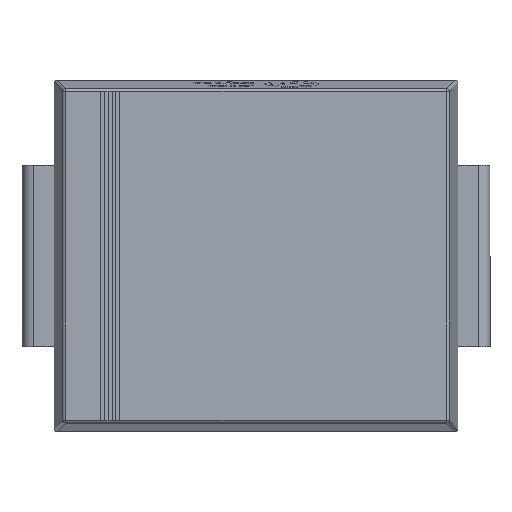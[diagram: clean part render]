
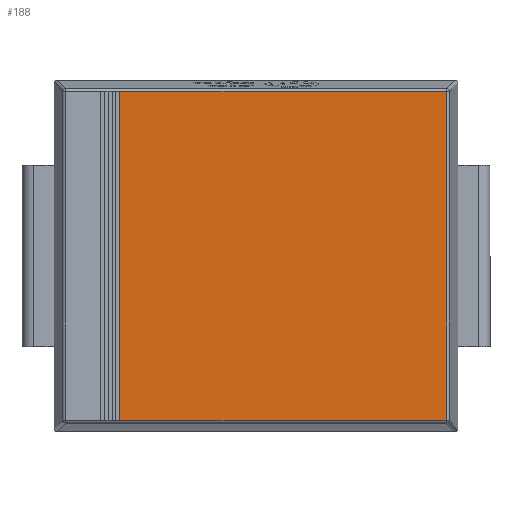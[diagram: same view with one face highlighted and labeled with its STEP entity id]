
A CAD part, top view. The second image highlights one B-rep face of the part: STEP entity #188.
In plain terms, the highlighted planar face has unit normal (0, 0, 1).
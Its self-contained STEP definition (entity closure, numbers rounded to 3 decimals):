
#188 = ADVANCED_FACE ( 'NONE', ( #8002 ), #2997, .F. ) ;
#684 = ORIENTED_EDGE ( 'NONE', *, *, #12524, .T. ) ;
#1203 = EDGE_CURVE ( 'NONE', #7406, #10000, #11118, .T. ) ;
#1501 = EDGE_CURVE ( 'NONE', #5265, #12913, #8768, .T. ) ;
#1634 = CARTESIAN_POINT ( 'NONE',  ( 0., 0., 2. ) ) ;
#2097 = CARTESIAN_POINT ( 'NONE',  ( -2.329, 2.808, 2. ) ) ;
#2594 = ORIENTED_EDGE ( 'NONE', *, *, #11872, .T. ) ;
#2630 = LINE ( 'NONE', #4955, #12478 ) ;
#2997 = PLANE ( 'NONE',  #6598 ) ;
#3433 = ORIENTED_EDGE ( 'NONE', *, *, #1501, .T. ) ;
#4075 = CARTESIAN_POINT ( 'NONE',  ( -3.3, 2.808, 2. ) ) ;
#4955 = CARTESIAN_POINT ( 'NONE',  ( 3.3, -2.808, 2. ) ) ;
#5103 = VECTOR ( 'NONE', #14975, 1000. ) ;
#5265 = VERTEX_POINT ( 'NONE', #10226 ) ;
#6598 = AXIS2_PLACEMENT_3D ( 'NONE', #1634, #8881, #13724 ) ;
#7277 = DIRECTION ( 'NONE',  ( 0., 1., 0. ) ) ;
#7406 = VERTEX_POINT ( 'NONE', #14050 ) ;
#7428 = CARTESIAN_POINT ( 'NONE',  ( -2.329, 4.847, 2. ) ) ;
#8002 = FACE_OUTER_BOUND ( 'NONE', #14330, .T. ) ;
#8768 = LINE ( 'NONE', #9176, #5103 ) ;
#8881 = DIRECTION ( 'NONE',  ( 0., 0., -1. ) ) ;
#8932 = DIRECTION ( 'NONE',  ( -1., 0., 0. ) ) ;
#9159 = VECTOR ( 'NONE', #7277, 1000. ) ;
#9176 = CARTESIAN_POINT ( 'NONE',  ( 3.258, 2.85, 2. ) ) ;
#9937 = VECTOR ( 'NONE', #8932, 1000. ) ;
#9972 = DIRECTION ( 'NONE',  ( 1., 0., 0. ) ) ;
#10000 = VERTEX_POINT ( 'NONE', #2097 ) ;
#10226 = CARTESIAN_POINT ( 'NONE',  ( 3.258, -2.808, 2. ) ) ;
#11118 = LINE ( 'NONE', #7428, #9159 ) ;
#11285 = CARTESIAN_POINT ( 'NONE',  ( 3.258, 2.808, 2. ) ) ;
#11872 = EDGE_CURVE ( 'NONE', #12913, #10000, #14968, .T. ) ;
#12478 = VECTOR ( 'NONE', #9972, 1000. ) ;
#12524 = EDGE_CURVE ( 'NONE', #7406, #5265, #2630, .T. ) ;
#12913 = VERTEX_POINT ( 'NONE', #11285 ) ;
#13724 = DIRECTION ( 'NONE',  ( -1., 0., 0. ) ) ;
#14050 = CARTESIAN_POINT ( 'NONE',  ( -2.329, -2.808, 2. ) ) ;
#14172 = ORIENTED_EDGE ( 'NONE', *, *, #1203, .F. ) ;
#14330 = EDGE_LOOP ( 'NONE', ( #2594, #14172, #684, #3433 ) ) ;
#14968 = LINE ( 'NONE', #4075, #9937 ) ;
#14975 = DIRECTION ( 'NONE',  ( 0., 1., 0. ) ) ;
